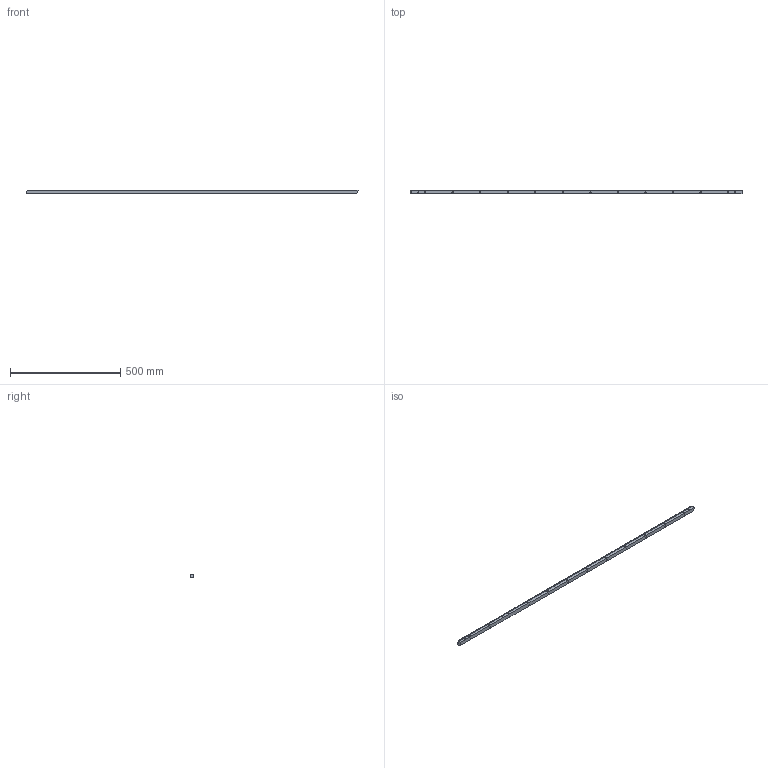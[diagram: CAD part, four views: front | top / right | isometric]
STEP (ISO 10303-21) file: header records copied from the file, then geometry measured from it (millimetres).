
FILE_DESCRIPTION((''),'2;1');
FILE_NAME('1500YOU','2016-04-08T',('Administrator'),(''),'PRO/ENGINEER BY PARAMETRIC TECHNOLOGY CORPORATION, 2010480','PRO/ENGINEER BY PARAMETRIC TECHNOLOGY CORPORATION, 2010480','');
FILE_SCHEMA(('CONFIG_CONTROL_DESIGN'));
Length unit declared in the file: millimetre
Products named in the file (1): 1500YOU
Bounding box: 1506.03 x 17 x 17 mm (x, y, z)
Volume: 382634 mm3; surface area: 129942.2 mm2
Topology: 1 solids, 1 shells, 1342 faces, 3984 edges, 2656 vertices
Faces by surface type: plane 1290, cylinder 52
Entity records: 44166 total; most frequent: CARTESIAN_POINT 7982, ORIENTED_EDGE 7968, DIRECTION 6772, EDGE_CURVE 3984, VECTOR 3880, LINE 3880, VERTEX_POINT 2656, AXIS2_PLACEMENT_3D 1446
